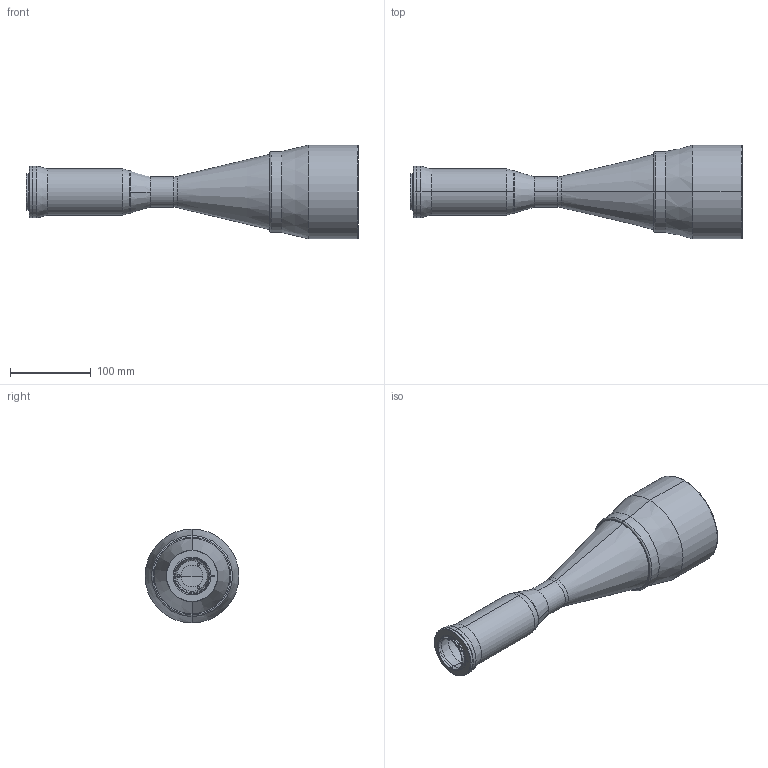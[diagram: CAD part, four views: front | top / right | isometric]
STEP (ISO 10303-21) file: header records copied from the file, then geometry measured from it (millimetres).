
FILE_DESCRIPTION (( 'STEP AP214' ), '1' );
FILE_NAME ('TC16M080.STEP', '2011-10-21T09:41:56', ( '--' ), ( '' ), 'SwSTEP 2.0', 'SolidWorks 2011', '' );
FILE_SCHEMA (( 'AUTOMOTIVE_DESIGN' ));
Length unit declared in the file: millimetre
Products named in the file (1): TC16M080
Bounding box: 410.74 x 116 x 116 mm (x, y, z)
Surface area: 137960.5 mm2 (no closed solid volume)
Topology: 0 solids, 10 shells, 96 faces, 264 edges, 179 vertices
Faces by surface type: cylinder 42, plane 25, cone 21, torus 6, sphere 2
Entity records: 4186 total; most frequent: DIRECTION 605, CARTESIAN_POINT 570, ORIENTED_EDGE 443, EDGE_CURVE 264, AXIS2_PLACEMENT_3D 254, VERTEX_POINT 179, CIRCLE 157, EDGE_LOOP 113
